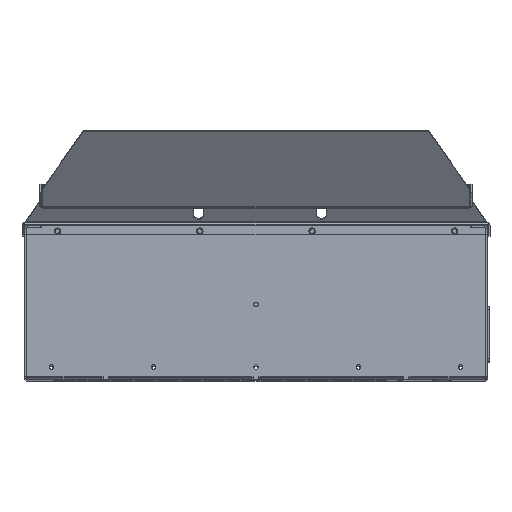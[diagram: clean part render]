
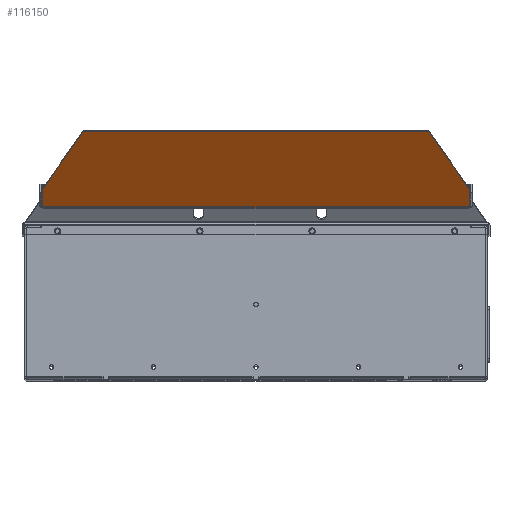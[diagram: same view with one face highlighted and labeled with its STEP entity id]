
A CAD part, top view. The second image highlights one B-rep face of the part: STEP entity #116150.
In plain terms, the highlighted face is planar.
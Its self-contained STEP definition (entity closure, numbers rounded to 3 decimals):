
#115347=DIRECTION('',(0.,0.,-1.));
#115348=VECTOR('',#115347,2.294);
#115349=CARTESIAN_POINT('',(213.,0.,-21.5));
#115350=LINE('',#115349,#115348);
#115351=DIRECTION('',(0.,0.,-1.));
#115352=VECTOR('',#115351,1.5);
#115353=CARTESIAN_POINT('',(213.,0.,-20.));
#115354=LINE('',#115353,#115352);
#115355=DIRECTION('',(1.,0.,0.));
#115356=VECTOR('',#115355,1.5);
#115357=CARTESIAN_POINT('',(211.5,0.,-2.5));
#115358=LINE('',#115357,#115356);
#115359=DIRECTION('',(-1.,0.,0.));
#115360=VECTOR('',#115359,1.5);
#115361=CARTESIAN_POINT('',(-211.5,0.,-2.5));
#115362=LINE('',#115361,#115360);
#115363=DIRECTION('',(0.,0.,-1.));
#115364=VECTOR('',#115363,1.5);
#115365=CARTESIAN_POINT('',(-213.,0.,-20.));
#115366=LINE('',#115365,#115364);
#115367=DIRECTION('',(0.,0.,-1.));
#115368=VECTOR('',#115367,2.294);
#115369=CARTESIAN_POINT('',(-213.,0.,-21.5));
#115370=LINE('',#115369,#115368);
#115371=DIRECTION('',(0.5,0.,-0.866));
#115372=VECTOR('',#115371,79.912);
#115373=CARTESIAN_POINT('',(-212.732,0.,-24.794));
#115374=LINE('',#115373,#115372);
#115375=DIRECTION('',(-0.5,0.,-0.866));
#115376=VECTOR('',#115375,79.912);
#115377=CARTESIAN_POINT('',(212.732,0.,-24.794));
#115378=LINE('',#115377,#115376);
#115392=CARTESIAN_POINT('',(211.,0.,-23.794));
#115393=DIRECTION('',(0.,1.,0.));
#115394=DIRECTION('',(1.,0.,0.));
#115395=AXIS2_PLACEMENT_3D('',#115392,#115393,#115394);
#115410=CARTESIAN_POINT('',(171.044,0.,-93.));
#115411=DIRECTION('',(0.,1.,0.));
#115412=DIRECTION('',(0.866,0.,-0.5));
#115413=AXIS2_PLACEMENT_3D('',#115410,#115411,#115412);
#115415=DIRECTION('',(-1.,0.,0.));
#115416=VECTOR('',#115415,342.088);
#115417=CARTESIAN_POINT('',(171.044,0.,-95.));
#115418=LINE('',#115417,#115416);
#115427=CARTESIAN_POINT('',(-171.044,0.,-93.));
#115428=DIRECTION('',(0.,1.,0.));
#115429=DIRECTION('',(0.,0.,-1.));
#115430=AXIS2_PLACEMENT_3D('',#115427,#115428,#115429);
#115445=CARTESIAN_POINT('',(-211.,0.,-23.794));
#115446=DIRECTION('',(0.,1.,0.));
#115447=DIRECTION('',(-0.866,0.,-0.5));
#115448=AXIS2_PLACEMENT_3D('',#115445,#115446,#115447);
#115529=DIRECTION('',(0.,0.,1.));
#115530=VECTOR('',#115529,17.5);
#115531=CARTESIAN_POINT('',(-213.,0.,-20.));
#115532=LINE('',#115531,#115530);
#115602=DIRECTION('',(-1.,0.,0.));
#115603=VECTOR('',#115602,423.);
#115604=CARTESIAN_POINT('',(211.5,0.,-2.5));
#115605=LINE('',#115604,#115603);
#115632=DIRECTION('',(0.,0.,1.));
#115633=VECTOR('',#115632,17.5);
#115634=CARTESIAN_POINT('',(213.,0.,-20.));
#115635=LINE('',#115634,#115633);
#115959=CARTESIAN_POINT('',(-211.5,0.,-2.5));
#115960=CARTESIAN_POINT('',(-213.,0.,-2.5));
#115961=VERTEX_POINT('',#115959);
#115962=VERTEX_POINT('',#115960);
#115967=CARTESIAN_POINT('',(211.5,0.,-2.5));
#115968=CARTESIAN_POINT('',(213.,0.,-2.5));
#115969=VERTEX_POINT('',#115967);
#115970=VERTEX_POINT('',#115968);
#115983=CARTESIAN_POINT('',(213.,0.,-20.));
#115984=CARTESIAN_POINT('',(213.,0.,-21.5));
#115985=VERTEX_POINT('',#115983);
#115986=VERTEX_POINT('',#115984);
#115991=CARTESIAN_POINT('',(-213.,0.,-20.));
#115992=CARTESIAN_POINT('',(-213.,0.,-21.5));
#115993=VERTEX_POINT('',#115991);
#115994=VERTEX_POINT('',#115992);
#116036=CARTESIAN_POINT('',(212.732,0.,-24.794));
#116038=VERTEX_POINT('',#116036);
#116041=CARTESIAN_POINT('',(213.,0.,-23.794));
#116042=VERTEX_POINT('',#116041);
#116044=CARTESIAN_POINT('',(171.044,0.,-95.));
#116046=VERTEX_POINT('',#116044);
#116049=CARTESIAN_POINT('',(172.776,0.,-94.));
#116050=VERTEX_POINT('',#116049);
#116051=CARTESIAN_POINT('',(-171.044,0.,-95.));
#116053=VERTEX_POINT('',#116051);
#116055=CARTESIAN_POINT('',(-172.776,0.,-94.));
#116056=VERTEX_POINT('',#116055);
#116059=CARTESIAN_POINT('',(-212.732,0.,-24.794));
#116061=VERTEX_POINT('',#116059);
#116063=CARTESIAN_POINT('',(-213.,0.,-23.794));
#116064=VERTEX_POINT('',#116063);
#116111=CARTESIAN_POINT('',(0.,0.,0.));
#116112=DIRECTION('',(0.,1.,0.));
#116113=DIRECTION('',(1.,0.,0.));
#116114=AXIS2_PLACEMENT_3D('',#116111,#116112,#116113);
#116115=PLANE('',#116114);
#116117=ORIENTED_EDGE('',*,*,#116116,.F.);
#116119=ORIENTED_EDGE('',*,*,#116118,.F.);
#116121=ORIENTED_EDGE('',*,*,#116120,.F.);
#116123=ORIENTED_EDGE('',*,*,#116122,.T.);
#116125=ORIENTED_EDGE('',*,*,#116124,.F.);
#116127=ORIENTED_EDGE('',*,*,#116126,.T.);
#116129=ORIENTED_EDGE('',*,*,#116128,.T.);
#116131=ORIENTED_EDGE('',*,*,#116130,.F.);
#116133=ORIENTED_EDGE('',*,*,#116132,.T.);
#116135=ORIENTED_EDGE('',*,*,#116134,.T.);
#116137=ORIENTED_EDGE('',*,*,#116136,.F.);
#116139=ORIENTED_EDGE('',*,*,#116138,.T.);
#116141=ORIENTED_EDGE('',*,*,#116140,.F.);
#116143=ORIENTED_EDGE('',*,*,#116142,.F.);
#116145=ORIENTED_EDGE('',*,*,#116144,.F.);
#116147=ORIENTED_EDGE('',*,*,#116146,.F.);
#116148=EDGE_LOOP('',(#116117,#116119,#116121,#116123,#116125,#116127,#116129,
#116131,#116133,#116135,#116137,#116139,#116141,#116143,#116145,#116147));
#116149=FACE_OUTER_BOUND('',#116148,.F.);
#116150=ADVANCED_FACE('',(#116149),#116115,.T.);
#115396=CIRCLE('',#115395,2.);
#115414=CIRCLE('',#115413,2.);
#115431=CIRCLE('',#115430,2.);
#115449=CIRCLE('',#115448,2.);
#116116=EDGE_CURVE('',#116042,#116038,#115396,.T.);
#116118=EDGE_CURVE('',#115986,#116042,#115350,.T.);
#116120=EDGE_CURVE('',#115985,#115986,#115354,.T.);
#116122=EDGE_CURVE('',#115985,#115970,#115635,.T.);
#116124=EDGE_CURVE('',#115969,#115970,#115358,.T.);
#116126=EDGE_CURVE('',#115969,#115961,#115605,.T.);
#116128=EDGE_CURVE('',#115961,#115962,#115362,.T.);
#116130=EDGE_CURVE('',#115993,#115962,#115532,.T.);
#116132=EDGE_CURVE('',#115993,#115994,#115366,.T.);
#116134=EDGE_CURVE('',#115994,#116064,#115370,.T.);
#116136=EDGE_CURVE('',#116061,#116064,#115449,.T.);
#116138=EDGE_CURVE('',#116061,#116056,#115374,.T.);
#116140=EDGE_CURVE('',#116053,#116056,#115431,.T.);
#116142=EDGE_CURVE('',#116046,#116053,#115418,.T.);
#116144=EDGE_CURVE('',#116050,#116046,#115414,.T.);
#116146=EDGE_CURVE('',#116038,#116050,#115378,.T.);
